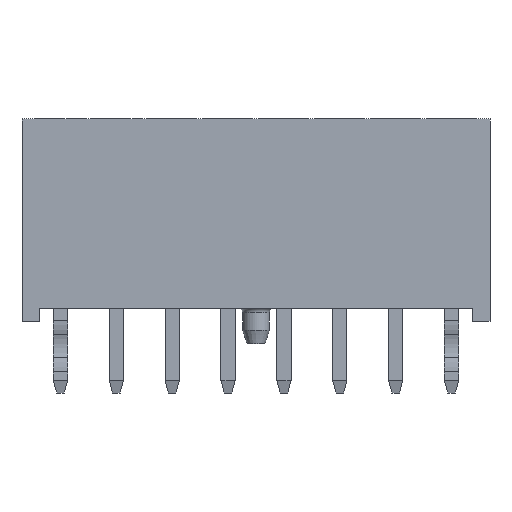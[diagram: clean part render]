
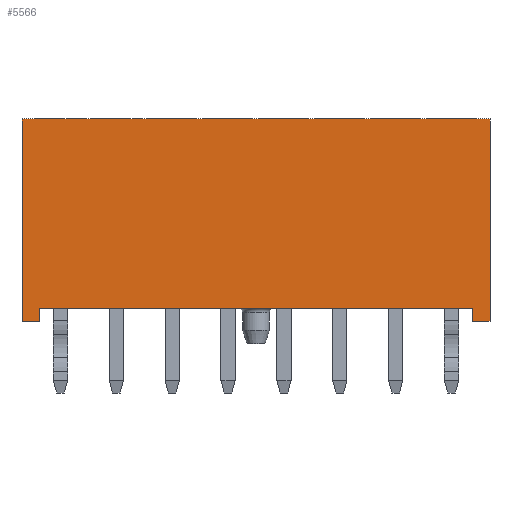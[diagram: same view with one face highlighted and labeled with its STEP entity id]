
A CAD part, front view. The second image highlights one B-rep face of the part: STEP entity #5566.
In plain terms, the highlighted planar face has unit normal (0, -1, 0).
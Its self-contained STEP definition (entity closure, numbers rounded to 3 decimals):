
#409=ORIENTED_EDGE('',*,*,#1965,.F.);
#410=ORIENTED_EDGE('',*,*,#1828,.F.);
#411=ORIENTED_EDGE('',*,*,#1964,.T.);
#412=ORIENTED_EDGE('',*,*,#1966,.F.);
#413=ORIENTED_EDGE('',*,*,#1967,.T.);
#414=ORIENTED_EDGE('',*,*,#1754,.T.);
#415=ORIENTED_EDGE('',*,*,#1968,.F.);
#416=ORIENTED_EDGE('',*,*,#1969,.F.);
#1754=EDGE_CURVE('',#2534,#2533,#3031,.T.);
#1828=EDGE_CURVE('',#2607,#2608,#3105,.T.);
#1964=EDGE_CURVE('',#2607,#2738,#3237,.T.);
#1965=EDGE_CURVE('',#2608,#2739,#3238,.T.);
#1966=EDGE_CURVE('',#2740,#2738,#3239,.T.);
#1967=EDGE_CURVE('',#2740,#2534,#3240,.T.);
#1968=EDGE_CURVE('',#2741,#2533,#3241,.T.);
#1969=EDGE_CURVE('',#2739,#2741,#3242,.T.);
#2533=VERTEX_POINT('',#7862);
#2534=VERTEX_POINT('',#7864);
#2607=VERTEX_POINT('',#8013);
#2608=VERTEX_POINT('',#8014);
#2738=VERTEX_POINT('',#8304);
#2739=VERTEX_POINT('',#8308);
#2740=VERTEX_POINT('',#8310);
#2741=VERTEX_POINT('',#8313);
#3031=LINE('',#7863,#3792);
#3105=LINE('',#8012,#3866);
#3237=LINE('',#8305,#3998);
#3238=LINE('',#8307,#3999);
#3239=LINE('',#8309,#4000);
#3240=LINE('',#8311,#4001);
#3241=LINE('',#8312,#4002);
#3242=LINE('',#8314,#4003);
#3792=VECTOR('',#6337,1000.);
#3866=VECTOR('',#6415,1000.);
#3998=VECTOR('',#6565,1000.);
#3999=VECTOR('',#6568,1000.);
#4000=VECTOR('',#6569,1000.);
#4001=VECTOR('',#6570,1000.);
#4002=VECTOR('',#6571,1000.);
#4003=VECTOR('',#6572,1000.);
#4554=EDGE_LOOP('',(#409,#410,#411,#412,#413,#414,#415,#416));
#4930=FACE_BOUND('',#4554,.T.);
#5257=PLANE('',#5924);
#5566=ADVANCED_FACE('',(#4930),#5257,.F.);
#5924=AXIS2_PLACEMENT_3D('',#8306,#6566,#6567);
#6337=DIRECTION('',(1.,0.,0.));
#6415=DIRECTION('',(1.,0.,0.));
#6565=DIRECTION('',(0.,0.,-1.));
#6566=DIRECTION('',(0.,1.,0.));
#6567=DIRECTION('',(-1.,0.,0.));
#6568=DIRECTION('',(0.,0.,-1.));
#6569=DIRECTION('',(-1.,0.,0.));
#6570=DIRECTION('',(0.,0.,1.));
#6571=DIRECTION('',(0.,0.,1.));
#6572=DIRECTION('',(-1.,0.,0.));
#7862=CARTESIAN_POINT('',(9.67,-2.99,0.));
#7863=CARTESIAN_POINT('',(-10.47,-2.99,0.));
#7864=CARTESIAN_POINT('',(-9.67,-2.99,0.));
#8012=CARTESIAN_POINT('',(-10.47,-2.99,8.46));
#8013=CARTESIAN_POINT('',(-10.47,-2.99,8.46));
#8014=CARTESIAN_POINT('',(10.47,-2.99,8.46));
#8304=CARTESIAN_POINT('',(-10.47,-2.99,-0.6));
#8305=CARTESIAN_POINT('',(-10.47,-2.99,8.46));
#8306=CARTESIAN_POINT('',(-10.47,-2.99,8.46));
#8307=CARTESIAN_POINT('',(10.47,-2.99,8.46));
#8308=CARTESIAN_POINT('',(10.47,-2.99,-0.6));
#8309=CARTESIAN_POINT('',(-9.67,-2.99,-0.6));
#8310=CARTESIAN_POINT('',(-9.67,-2.99,-0.6));
#8311=CARTESIAN_POINT('',(-9.67,-2.99,-0.6));
#8312=CARTESIAN_POINT('',(9.67,-2.99,-0.6));
#8313=CARTESIAN_POINT('',(9.67,-2.99,-0.6));
#8314=CARTESIAN_POINT('',(10.47,-2.99,-0.6));
